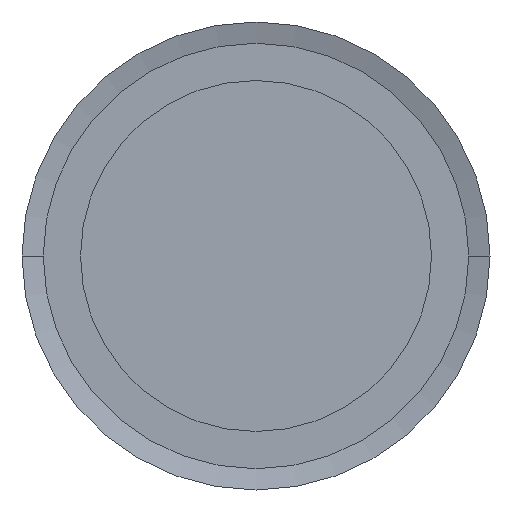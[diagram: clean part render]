
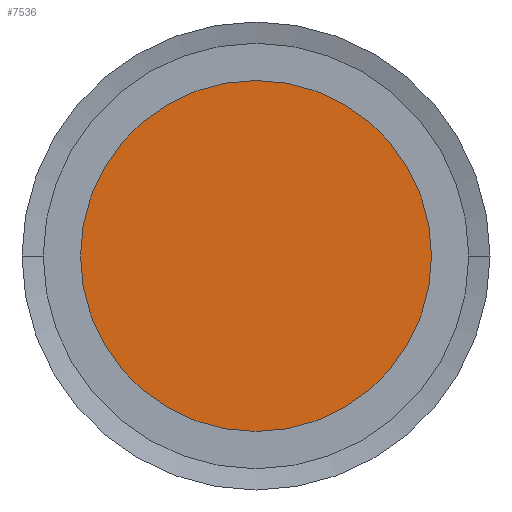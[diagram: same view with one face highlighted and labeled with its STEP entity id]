
A CAD part, left-side view. The second image highlights one B-rep face of the part: STEP entity #7536.
In plain terms, the highlighted planar face has unit normal (-1, 0, 0).
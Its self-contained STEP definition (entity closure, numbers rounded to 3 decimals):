
#7511=CARTESIAN_POINT('',(0.,0.,0.));
#7512=DIRECTION('',(1.,0.,0.));
#7513=DIRECTION('',(0.,0.,-1.));
#7514=AXIS2_PLACEMENT_3D('',#7511,#7512,#7513);
#7515=PLANE('',#7514);
#7516=CARTESIAN_POINT('',(0.,0.,16.5));
#7517=VERTEX_POINT('',#7516);
#7518=CARTESIAN_POINT('',(0.,-0.,-16.5));
#7519=VERTEX_POINT('',#7518);
#7520=CARTESIAN_POINT('',(0.,0.,0.));
#7521=DIRECTION('',(1.,0.,0.));
#7522=DIRECTION('',(0.,0.,-1.));
#7523=AXIS2_PLACEMENT_3D('',#7520,#7521,#7522);
#7524=CIRCLE('',#7523,16.5);
#7525=EDGE_CURVE('',#7517,#7519,#7524,.T.);
#7526=ORIENTED_EDGE('',*,*,#7525,.F.);
#7527=CARTESIAN_POINT('',(0.,0.,0.));
#7528=DIRECTION('',(1.,0.,0.));
#7529=DIRECTION('',(0.,0.,-1.));
#7530=AXIS2_PLACEMENT_3D('',#7527,#7528,#7529);
#7531=CIRCLE('',#7530,16.5);
#7532=EDGE_CURVE('',#7519,#7517,#7531,.T.);
#7533=ORIENTED_EDGE('',*,*,#7532,.F.);
#7534=EDGE_LOOP('',(#7526,#7533));
#7535=FACE_BOUND('',#7534,.T.);
#7536=ADVANCED_FACE('',(#7535),#7515,.F.);
